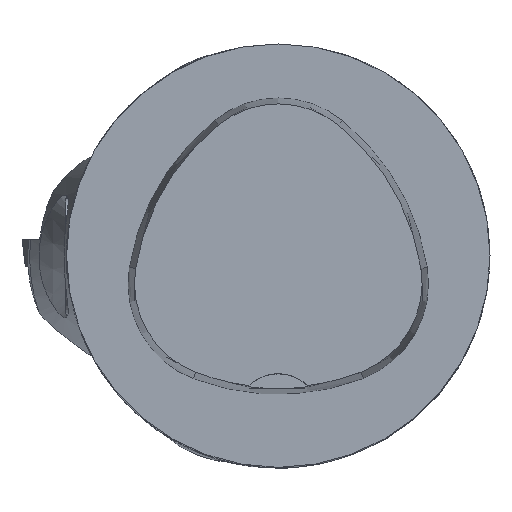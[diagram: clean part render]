
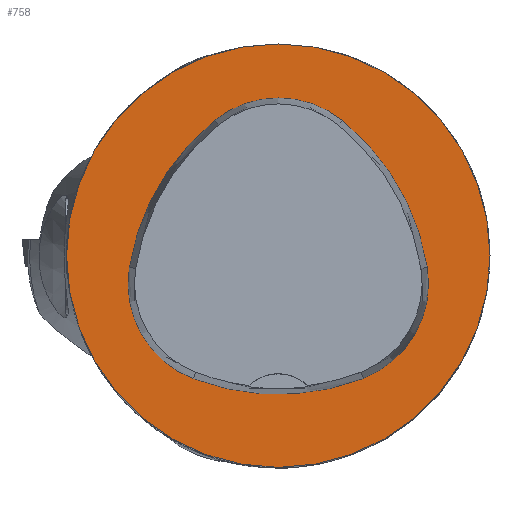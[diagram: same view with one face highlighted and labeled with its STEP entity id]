
A CAD part, top view. The second image highlights one B-rep face of the part: STEP entity #758.
In plain terms, the highlighted planar face has unit normal (0, 0, 1).
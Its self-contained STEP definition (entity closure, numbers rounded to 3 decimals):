
#648=FACE_BOUND('',#1762,.T.);
#649=FACE_BOUND('',#1763,.T.);
#758=ADVANCED_FACE('',(#648,#649),#1111,.T.);
#1111=PLANE('',#6886);
#1762=EDGE_LOOP('',(#2280,#2281,#2282,#2283,#2284,#2285));
#1763=EDGE_LOOP('',(#2286));
#2280=ORIENTED_EDGE('',*,*,#4800,.T.);
#2281=ORIENTED_EDGE('',*,*,#4780,.T.);
#2282=ORIENTED_EDGE('',*,*,#4784,.T.);
#2283=ORIENTED_EDGE('',*,*,#4787,.T.);
#2284=ORIENTED_EDGE('',*,*,#4790,.T.);
#2285=ORIENTED_EDGE('',*,*,#4798,.T.);
#2286=ORIENTED_EDGE('',*,*,#4749,.F.);
#4102=VERTEX_POINT('',#9267);
#4133=VERTEX_POINT('',#9421);
#4134=VERTEX_POINT('',#9422);
#4137=VERTEX_POINT('',#9430);
#4139=VERTEX_POINT('',#9436);
#4141=VERTEX_POINT('',#9442);
#4148=VERTEX_POINT('',#9463);
#4749=EDGE_CURVE('',#4102,#4102,#5667,.T.);
#4780=EDGE_CURVE('',#4133,#4134,#5670,.T.);
#4784=EDGE_CURVE('',#4134,#4137,#5672,.T.);
#4787=EDGE_CURVE('',#4137,#4139,#5674,.T.);
#4790=EDGE_CURVE('',#4139,#4141,#5676,.T.);
#4798=EDGE_CURVE('',#4141,#4148,#5680,.T.);
#4800=EDGE_CURVE('',#4148,#4133,#5682,.T.);
#5667=CIRCLE('',#6847,25.);
#5670=CIRCLE('',#6864,28.);
#5672=CIRCLE('',#6867,12.);
#5674=CIRCLE('',#6870,28.);
#5676=CIRCLE('',#6873,12.);
#5680=CIRCLE('',#6878,28.);
#5682=CIRCLE('',#6881,12.);
#6847=AXIS2_PLACEMENT_3D('',#9266,#7551,#7552);
#6864=AXIS2_PLACEMENT_3D('',#9420,#7597,#7598);
#6867=AXIS2_PLACEMENT_3D('',#9429,#7605,#7606);
#6870=AXIS2_PLACEMENT_3D('',#9435,#7612,#7613);
#6873=AXIS2_PLACEMENT_3D('',#9441,#7619,#7620);
#6878=AXIS2_PLACEMENT_3D('',#9464,#7631,#7632);
#6881=AXIS2_PLACEMENT_3D('',#9467,#7637,#7638);
#6886=AXIS2_PLACEMENT_3D('',#9472,#7647,#7648);
#7551=DIRECTION('',(0.,0.,-1.));
#7552=DIRECTION('',(-1.,0.,0.));
#7597=DIRECTION('',(0.,0.,-1.));
#7598=DIRECTION('',(-1.,0.,0.));
#7605=DIRECTION('',(0.,0.,-1.));
#7606=DIRECTION('',(-1.,0.,0.));
#7612=DIRECTION('',(0.,0.,-1.));
#7613=DIRECTION('',(-1.,0.,0.));
#7619=DIRECTION('',(0.,0.,-1.));
#7620=DIRECTION('',(-1.,0.,0.));
#7631=DIRECTION('',(0.,0.,-1.));
#7632=DIRECTION('',(-1.,0.,0.));
#7637=DIRECTION('',(0.,0.,-1.));
#7638=DIRECTION('',(-1.,0.,0.));
#7647=DIRECTION('',(0.,0.,1.));
#7648=DIRECTION('',(1.,0.,0.));
#9266=CARTESIAN_POINT('',(0.,0.,0.));
#9267=CARTESIAN_POINT('',(-25.,0.,0.));
#9420=CARTESIAN_POINT('',(10.068,-5.824,0.));
#9421=CARTESIAN_POINT('',(-17.584,-1.424,0.));
#9422=CARTESIAN_POINT('',(-7.531,15.953,0.));
#9429=CARTESIAN_POINT('',(0.011,6.62,0.));
#9430=CARTESIAN_POINT('',(7.567,15.942,0.));
#9435=CARTESIAN_POINT('',(-10.063,-5.81,0.));
#9436=CARTESIAN_POINT('',(17.59,-1.418,0.));
#9441=CARTESIAN_POINT('',(5.739,-3.3,0.));
#9442=CARTESIAN_POINT('',(10.05,-14.499,0.));
#9463=CARTESIAN_POINT('',(-10.025,-14.516,0.));
#9464=CARTESIAN_POINT('',(-0.01,11.631,0.));
#9467=CARTESIAN_POINT('',(-5.733,-3.31,0.));
#9472=CARTESIAN_POINT('',(0.,0.,0.));
